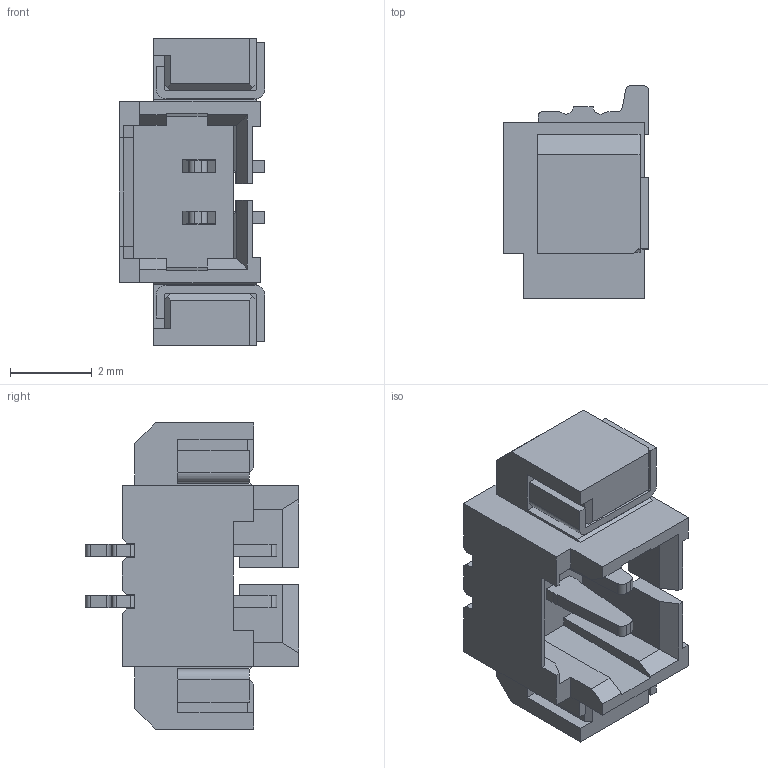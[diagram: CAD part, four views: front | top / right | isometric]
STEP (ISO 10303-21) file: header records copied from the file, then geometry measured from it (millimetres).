
FILE_DESCRIPTION((''),'2;1');
FILE_NAME('1_25-3P_3D__ASM','2022-08-16T',('admin'),(''),'PRO/ENGINEER BY PARAMETRIC TECHNOLOGY CORPORATION, 2010280','PRO/ENGINEER BY PARAMETRIC TECHNOLOGY CORPORATION, 2010280','');
FILE_SCHEMA(('CONFIG_CONTROL_DESIGN'));
Length unit declared in the file: millimetre
Products named in the file (1): 1_25-3P_3D__ASM
Bounding box: 3.56 x 5.21 x 7.47 mm (x, y, z)
Volume: 55.3 mm3; surface area: 226.8 mm2
Topology: 1 solids, 1 shells, 251 faces, 769 edges, 510 vertices
Faces by surface type: plane 187, cylinder 64
Entity records: 8629 total; most frequent: ORIENTED_EDGE 1538, CARTESIAN_POINT 1530, DIRECTION 1407, EDGE_CURVE 769, VECTOR 633, LINE 633, VERTEX_POINT 510, AXIS2_PLACEMENT_3D 387
